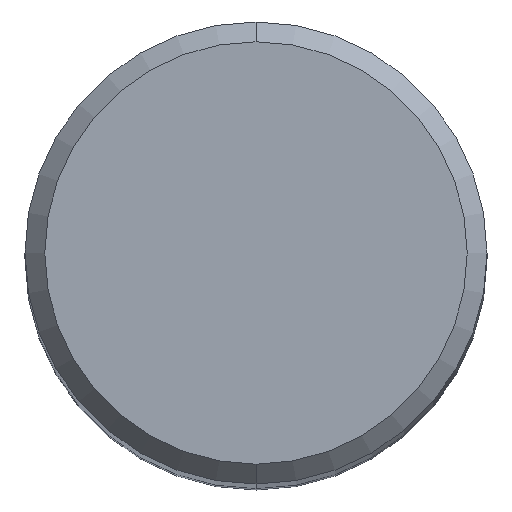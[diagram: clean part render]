
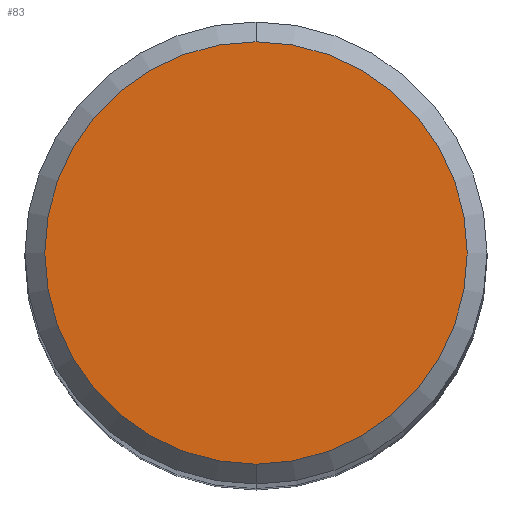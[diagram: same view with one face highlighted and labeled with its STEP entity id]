
A CAD part, top view. The second image highlights one B-rep face of the part: STEP entity #83.
In plain terms, the highlighted planar face has unit normal (0, 0, 1).
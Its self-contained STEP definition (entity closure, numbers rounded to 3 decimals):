
#83=ADVANCED_FACE('',(#202),#203,.T.);
#117=EDGE_CURVE('',#179,#175,#241,.T.);
#143=EDGE_CURVE('',#175,#179,#268,.T.);
#175=VERTEX_POINT('',#305);
#179=VERTEX_POINT('',#310);
#202=FACE_OUTER_BOUND('',#326,.T.);
#203=PLANE('',#327);
#241=CIRCLE('',#377,6.4);
#268=CIRCLE('',#415,6.4);
#305=CARTESIAN_POINT('',(0.0,6.4,0.0));
#310=CARTESIAN_POINT('',(0.,-6.4,0.0));
#326=EDGE_LOOP('',(#470,#471));
#327=AXIS2_PLACEMENT_3D('',#472,#473,#474);
#377=AXIS2_PLACEMENT_3D('',#517,#518,#519);
#415=AXIS2_PLACEMENT_3D('',#542,#543,#544);
#470=ORIENTED_EDGE('',*,*,#143,.F.);
#471=ORIENTED_EDGE('',*,*,#117,.F.);
#472=CARTESIAN_POINT('',(0.0,3.2,0.0));
#473=DIRECTION('',(-0.0,0.0,1.0));
#474=DIRECTION('',(0.0,-1.0,0.0));
#517=CARTESIAN_POINT('',(0.0,0.0,0.0));
#518=DIRECTION('',(0.0,0.0,-1.0));
#519=DIRECTION('',(0.0,1.0,0.0));
#542=CARTESIAN_POINT('',(0.0,0.0,0.0));
#543=DIRECTION('',(0.0,0.0,-1.0));
#544=DIRECTION('',(0.0,1.0,0.0));
